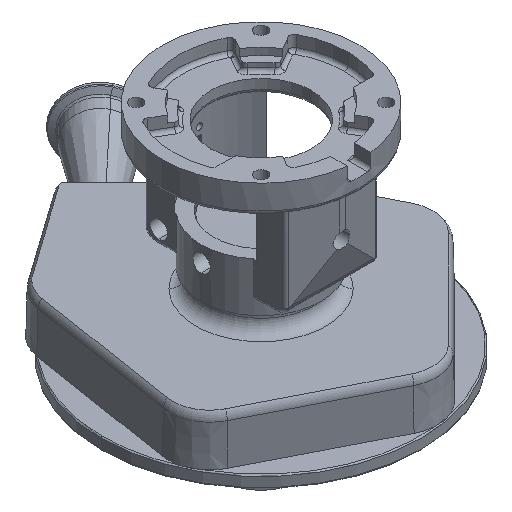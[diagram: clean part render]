
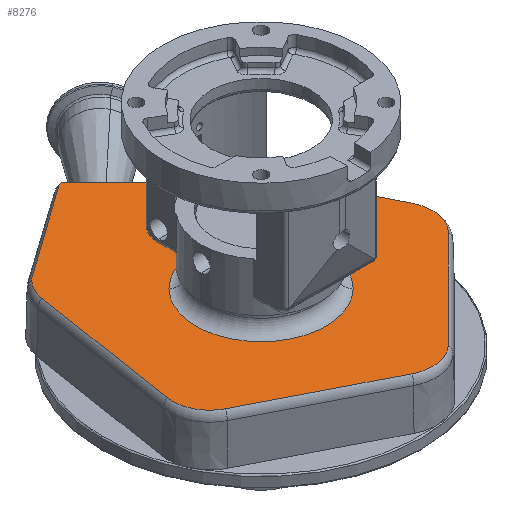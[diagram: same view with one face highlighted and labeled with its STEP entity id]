
A CAD part, isometric view. The second image highlights one B-rep face of the part: STEP entity #8276.
In plain terms, the highlighted planar face has unit normal (0, 0, 1).
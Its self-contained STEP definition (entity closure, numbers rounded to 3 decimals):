
#122 = VECTOR ( 'NONE', #10060, 1000. ) ;
#129 = AXIS2_PLACEMENT_3D ( 'NONE', #4388, #12689, #3349 ) ;
#273 = DIRECTION ( 'NONE',  ( 0., 0., -1. ) ) ;
#353 = CIRCLE ( 'NONE', #129, 31.169 ) ;
#393 = AXIS2_PLACEMENT_3D ( 'NONE', #7010, #1824, #13267 ) ;
#527 = DIRECTION ( 'NONE',  ( -0.891, 0.454, 0. ) ) ;
#595 = CIRCLE ( 'NONE', #393, 31.169 ) ;
#747 = EDGE_CURVE ( 'NONE', #3038, #6830, #7772, .T. ) ;
#755 = DIRECTION ( 'NONE',  ( 0., 0., 1. ) ) ;
#820 = EDGE_CURVE ( 'NONE', #11921, #11987, #595, .T. ) ;
#828 = VECTOR ( 'NONE', #527, 1000. ) ;
#848 = EDGE_CURVE ( 'NONE', #6830, #6579, #12561, .T. ) ;
#866 = DIRECTION ( 'NONE',  ( 0.816, 0.578, 0. ) ) ;
#1003 = CARTESIAN_POINT ( 'NONE',  ( 52.073, 128.519, -141.5 ) ) ;
#1035 = ORIENTED_EDGE ( 'NONE', *, *, #1110, .T. ) ;
#1110 = EDGE_CURVE ( 'NONE', #13326, #1790, #10110, .T. ) ;
#1190 = CIRCLE ( 'NONE', #6187, 31.169 ) ;
#1303 = EDGE_CURVE ( 'NONE', #6579, #7411, #10089, .T. ) ;
#1366 = ORIENTED_EDGE ( 'NONE', *, *, #8185, .F. ) ;
#1372 = CARTESIAN_POINT ( 'NONE',  ( -102.806, -72.944, -141.5 ) ) ;
#1585 = CARTESIAN_POINT ( 'NONE',  ( 123.744, 123.744, -141.5 ) ) ;
#1719 = EDGE_CURVE ( 'NONE', #5536, #7670, #4554, .T. ) ;
#1769 = VECTOR ( 'NONE', #9668, 1000. ) ;
#1790 = VERTEX_POINT ( 'NONE', #12468 ) ;
#1824 = DIRECTION ( 'NONE',  ( 0., 0., -1. ) ) ;
#2020 = VERTEX_POINT ( 'NONE', #4626 ) ;
#2495 = ORIENTED_EDGE ( 'NONE', *, *, #5049, .F. ) ;
#2516 = AXIS2_PLACEMENT_3D ( 'NONE', #5437, #273, #11424 ) ;
#2600 = VERTEX_POINT ( 'NONE', #13281 ) ;
#2601 = PLANE ( 'NONE',  #4890 ) ;
#3038 = VERTEX_POINT ( 'NONE', #11403 ) ;
#3125 = DIRECTION ( 'NONE',  ( 0., 0., -1. ) ) ;
#3182 = CIRCLE ( 'NONE', #11438, 55. ) ;
#3349 = DIRECTION ( 'NONE',  ( 0.707, -0.707, 0. ) ) ;
#3385 = DIRECTION ( 'NONE',  ( 0.707, -0.707, 0. ) ) ;
#3524 = ORIENTED_EDGE ( 'NONE', *, *, #4266, .F. ) ;
#3535 = DIRECTION ( 'NONE',  ( 0.707, -0.707, 0. ) ) ;
#3552 = LINE ( 'NONE', #7840, #122 ) ;
#3650 = DIRECTION ( 'NONE',  ( 0.707, -0.707, 0. ) ) ;
#3753 = CARTESIAN_POINT ( 'NONE',  ( 98.275, -15.565, -141.5 ) ) ;
#3849 = CARTESIAN_POINT ( 'NONE',  ( 139.999, 339.783, -141.5 ) ) ;
#3925 = DIRECTION ( 'NONE',  ( -0.966, -0.259, 0. ) ) ;
#4028 = AXIS2_PLACEMENT_3D ( 'NONE', #5752, #10812, #3650 ) ;
#4266 = EDGE_CURVE ( 'NONE', #7411, #4830, #1190, .T. ) ;
#4388 = CARTESIAN_POINT ( 'NONE',  ( 40.096, 99.742, -141.5 ) ) ;
#4420 = DIRECTION ( 'NONE',  ( 0.707, -0.707, 0. ) ) ;
#4554 = CIRCLE ( 'NONE', #5648, 55. ) ;
#4626 = CARTESIAN_POINT ( 'NONE',  ( 67.924, 113.783, -141.5 ) ) ;
#4691 = DIRECTION ( 'NONE',  ( -0.707, -0.707, 0. ) ) ;
#4830 = VERTEX_POINT ( 'NONE', #5018 ) ;
#4859 = LINE ( 'NONE', #10172, #10800 ) ;
#4890 = AXIS2_PLACEMENT_3D ( 'NONE', #1585, #755, #5730 ) ;
#5018 = CARTESIAN_POINT ( 'NONE',  ( -119.44, -40.293, -141.5 ) ) ;
#5049 = EDGE_CURVE ( 'NONE', #2020, #9897, #3552, .T. ) ;
#5417 = ORIENTED_EDGE ( 'NONE', *, *, #1303, .F. ) ;
#5437 = CARTESIAN_POINT ( 'NONE',  ( -68.701, 80.723, -141.5 ) ) ;
#5521 = LINE ( 'NONE', #10627, #1769 ) ;
#5536 = VERTEX_POINT ( 'NONE', #8722 ) ;
#5648 = AXIS2_PLACEMENT_3D ( 'NONE', #12487, #11472, #12563 ) ;
#5720 = EDGE_CURVE ( 'NONE', #7670, #5536, #3182, .T. ) ;
#5730 = DIRECTION ( 'NONE',  ( 0.707, -0.707, 0. ) ) ;
#5751 = CARTESIAN_POINT ( 'NONE',  ( 49.83, 129.466, -141.5 ) ) ;
#5752 = CARTESIAN_POINT ( 'NONE',  ( -6.135, 154.505, -141.5 ) ) ;
#5867 = EDGE_CURVE ( 'NONE', #11987, #7902, #11212, .T. ) ;
#5898 = EDGE_CURVE ( 'NONE', #11252, #2600, #7946, .T. ) ;
#5990 = ORIENTED_EDGE ( 'NONE', *, *, #9490, .F. ) ;
#6084 = VERTEX_POINT ( 'NONE', #1003 ) ;
#6187 = AXIS2_PLACEMENT_3D ( 'NONE', #10830, #8905, #3535 ) ;
#6579 = VERTEX_POINT ( 'NONE', #8358 ) ;
#6592 = DIRECTION ( 'NONE',  ( 0., 0., -1. ) ) ;
#6713 = EDGE_LOOP ( 'NONE', ( #7939, #1035, #6818, #7520, #12401, #11280, #9607, #5990, #3524, #5417, #8366, #7558, #8221, #2495, #1366 ) ) ;
#6741 = EDGE_CURVE ( 'NONE', #9897, #3038, #8151, .T. ) ;
#6818 = ORIENTED_EDGE ( 'NONE', *, *, #8513, .T. ) ;
#6819 = FACE_BOUND ( 'NONE', #7846, .T. ) ;
#6830 = VERTEX_POINT ( 'NONE', #9345 ) ;
#7010 = CARTESIAN_POINT ( 'NONE',  ( -68.701, 80.723, -141.5 ) ) ;
#7061 = AXIS2_PLACEMENT_3D ( 'NONE', #3753, #6592, #13021 ) ;
#7411 = VERTEX_POINT ( 'NONE', #1372 ) ;
#7417 = DIRECTION ( 'NONE',  ( 0., 0., 1. ) ) ;
#7520 = ORIENTED_EDGE ( 'NONE', *, *, #5898, .F. ) ;
#7558 = ORIENTED_EDGE ( 'NONE', *, *, #747, .F. ) ;
#7568 = ORIENTED_EDGE ( 'NONE', *, *, #5720, .F. ) ;
#7670 = VERTEX_POINT ( 'NONE', #12719 ) ;
#7772 = LINE ( 'NONE', #13067, #12122 ) ;
#7840 = CARTESIAN_POINT ( 'NONE',  ( 100.078, 50.054, -141.5 ) ) ;
#7845 = FACE_OUTER_BOUND ( 'NONE', #6713, .T. ) ;
#7846 = EDGE_LOOP ( 'NONE', ( #7568, #12466 ) ) ;
#7902 = VERTEX_POINT ( 'NONE', #13376 ) ;
#7939 = ORIENTED_EDGE ( 'NONE', *, *, #11510, .F. ) ;
#7946 = CIRCLE ( 'NONE', #4028, 7.141 ) ;
#7953 = EDGE_CURVE ( 'NONE', #7902, #11252, #4859, .T. ) ;
#8004 = CIRCLE ( 'NONE', #9548, 228.831 ) ;
#8151 = CIRCLE ( 'NONE', #7061, 31.169 ) ;
#8185 = EDGE_CURVE ( 'NONE', #6084, #2020, #353, .T. ) ;
#8221 = ORIENTED_EDGE ( 'NONE', *, *, #6741, .F. ) ;
#8268 = CARTESIAN_POINT ( 'NONE',  ( -90.741, 102.763, -141.5 ) ) ;
#8276 = ADVANCED_FACE ( 'NONE', ( #6819, #7845 ), #2601, .T. ) ;
#8358 = CARTESIAN_POINT ( 'NONE',  ( 1.415, -126.047, -141.5 ) ) ;
#8366 = ORIENTED_EDGE ( 'NONE', *, *, #848, .F. ) ;
#8513 = EDGE_CURVE ( 'NONE', #1790, #2600, #5521, .T. ) ;
#8640 = CARTESIAN_POINT ( 'NONE',  ( 126.103, -1.525, -141.5 ) ) ;
#8707 = DIRECTION ( 'NONE',  ( 0.157, 0.988, 0. ) ) ;
#8722 = CARTESIAN_POINT ( 'NONE',  ( -38.891, 38.891, -141.5 ) ) ;
#8905 = DIRECTION ( 'NONE',  ( 0., 0., -1. ) ) ;
#9002 = CARTESIAN_POINT ( 'NONE',  ( -99.486, 85.602, -141.5 ) ) ;
#9005 = CARTESIAN_POINT ( 'NONE',  ( -102.806, -72.944, -141.5 ) ) ;
#9345 = CARTESIAN_POINT ( 'NONE',  ( 37.605, -120.315, -141.5 ) ) ;
#9388 = CARTESIAN_POINT ( 'NONE',  ( 0., 0., -141.5 ) ) ;
#9490 = EDGE_CURVE ( 'NONE', #4830, #11921, #12657, .T. ) ;
#9522 = CARTESIAN_POINT ( 'NONE',  ( -119.44, -40.293, -141.5 ) ) ;
#9548 = AXIS2_PLACEMENT_3D ( 'NONE', #3849, #12172, #11142 ) ;
#9607 = ORIENTED_EDGE ( 'NONE', *, *, #820, .F. ) ;
#9668 = DIRECTION ( 'NONE',  ( -0.707, 0.707, 0. ) ) ;
#9897 = VERTEX_POINT ( 'NONE', #8640 ) ;
#9979 = VECTOR ( 'NONE', #8707, 1000. ) ;
#10060 = DIRECTION ( 'NONE',  ( 0.45, -0.893, 0. ) ) ;
#10089 = LINE ( 'NONE', #9005, #828 ) ;
#10110 = LINE ( 'NONE', #11210, #13207 ) ;
#10172 = CARTESIAN_POINT ( 'NONE',  ( -159.395, 54.659, -141.5 ) ) ;
#10627 = CARTESIAN_POINT ( 'NONE',  ( 77.782, 77.782, -141.5 ) ) ;
#10800 = VECTOR ( 'NONE', #866, 1000. ) ;
#10812 = DIRECTION ( 'NONE',  ( 0., 0., -1. ) ) ;
#10830 = CARTESIAN_POINT ( 'NONE',  ( -88.655, -45.172, -141.5 ) ) ;
#11142 = DIRECTION ( 'NONE',  ( -0.707, 0.707, 0. ) ) ;
#11210 = CARTESIAN_POINT ( 'NONE',  ( 117.362, 147.561, -141.5 ) ) ;
#11212 = CIRCLE ( 'NONE', #2516, 31.169 ) ;
#11227 = CARTESIAN_POINT ( 'NONE',  ( 15.565, -98.275, -141.5 ) ) ;
#11252 = VERTEX_POINT ( 'NONE', #12067 ) ;
#11280 = ORIENTED_EDGE ( 'NONE', *, *, #5867, .F. ) ;
#11403 = CARTESIAN_POINT ( 'NONE',  ( 120.315, -37.605, -141.5 ) ) ;
#11424 = DIRECTION ( 'NONE',  ( 0.707, -0.707, 0. ) ) ;
#11438 = AXIS2_PLACEMENT_3D ( 'NONE', #9388, #7417, #3385 ) ;
#11472 = DIRECTION ( 'NONE',  ( 0., 0., 1. ) ) ;
#11510 = EDGE_CURVE ( 'NONE', #13326, #6084, #8004, .T. ) ;
#11921 = VERTEX_POINT ( 'NONE', #9002 ) ;
#11987 = VERTEX_POINT ( 'NONE', #8268 ) ;
#12067 = CARTESIAN_POINT ( 'NONE',  ( -10.264, 160.332, -141.5 ) ) ;
#12122 = VECTOR ( 'NONE', #4691, 1000. ) ;
#12172 = DIRECTION ( 'NONE',  ( 0., 0., 1. ) ) ;
#12401 = ORIENTED_EDGE ( 'NONE', *, *, #7953, .F. ) ;
#12466 = ORIENTED_EDGE ( 'NONE', *, *, #1719, .F. ) ;
#12468 = CARTESIAN_POINT ( 'NONE',  ( 31.113, 124.451, -141.5 ) ) ;
#12487 = CARTESIAN_POINT ( 'NONE',  ( 0., 0., -141.5 ) ) ;
#12561 = CIRCLE ( 'NONE', #13415, 31.169 ) ;
#12563 = DIRECTION ( 'NONE',  ( 0.707, -0.707, 0. ) ) ;
#12657 = LINE ( 'NONE', #9522, #9979 ) ;
#12689 = DIRECTION ( 'NONE',  ( 0., 0., -1. ) ) ;
#12719 = CARTESIAN_POINT ( 'NONE',  ( 38.891, -38.891, -141.5 ) ) ;
#13021 = DIRECTION ( 'NONE',  ( 0.707, -0.707, 0. ) ) ;
#13067 = CARTESIAN_POINT ( 'NONE',  ( 12.046, -145.874, -141.5 ) ) ;
#13207 = VECTOR ( 'NONE', #3925, 1000. ) ;
#13267 = DIRECTION ( 'NONE',  ( 0.707, -0.707, 0. ) ) ;
#13281 = CARTESIAN_POINT ( 'NONE',  ( -6.083, 161.646, -141.5 ) ) ;
#13326 = VERTEX_POINT ( 'NONE', #5751 ) ;
#13376 = CARTESIAN_POINT ( 'NONE',  ( -86.721, 106.155, -141.5 ) ) ;
#13415 = AXIS2_PLACEMENT_3D ( 'NONE', #11227, #3125, #4420 ) ;
